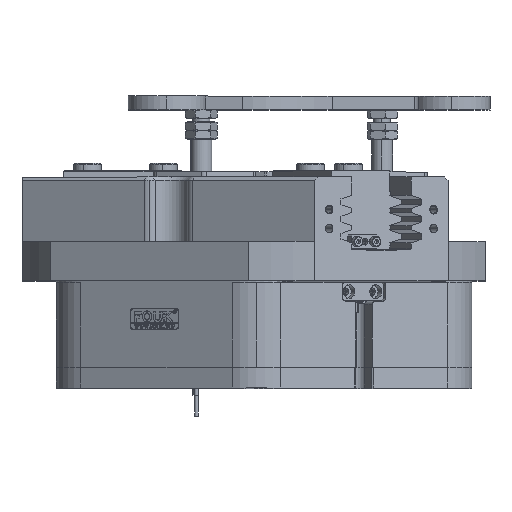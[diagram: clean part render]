
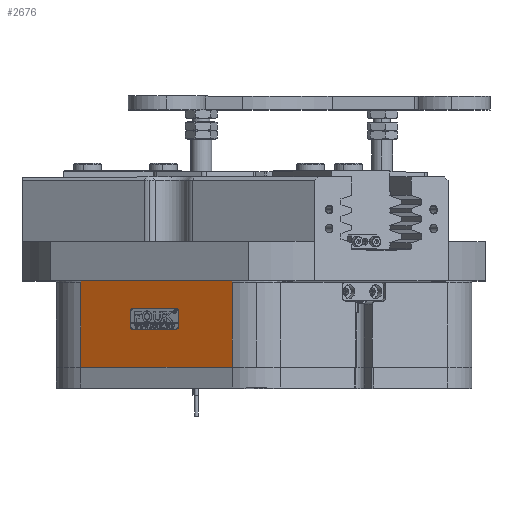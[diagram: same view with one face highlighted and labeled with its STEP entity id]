
A CAD part, top view. The second image highlights one B-rep face of the part: STEP entity #2676.
In plain terms, the highlighted planar face has unit normal (-0.5, 0, 0.866).
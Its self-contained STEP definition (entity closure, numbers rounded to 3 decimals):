
#490 = LINE ( 'NONE', #10772, #24912 ) ;
#505 = CARTESIAN_POINT ( 'NONE',  ( -50.175, 32.1, 111.905 ) ) ;
#558 =( BOUNDED_CURVE ( )  B_SPLINE_CURVE ( 3, ( #50050, #38521, #42903, #11608 ),
 .UNSPECIFIED., .F., .F. ) 
 B_SPLINE_CURVE_WITH_KNOTS ( ( 4, 4 ),
 ( 0., 0.034 ),
 .UNSPECIFIED. ) 
 CURVE ( )  GEOMETRIC_REPRESENTATION_ITEM ( )  RATIONAL_B_SPLINE_CURVE ( ( 1., 1., 1., 1. ) ) 
 REPRESENTATION_ITEM ( '' )  );
#940 = EDGE_CURVE ( 'NONE', #50195, #20633, #15792, .T. ) ;
#963 = CARTESIAN_POINT ( 'NONE',  ( -105.017, 50.3, 80.242 ) ) ;
#1025 = VERTEX_POINT ( 'NONE', #11222 ) ;
#1379 = EDGE_CURVE ( 'NONE', #33977, #6202, #40804, .T. ) ;
#1542 = ORIENTED_EDGE ( 'NONE', *, *, #13192, .T. ) ;
#1906 = EDGE_CURVE ( 'NONE', #33977, #34259, #490, .T. ) ;
#1908 = VERTEX_POINT ( 'NONE', #30842 ) ;
#2429 = CARTESIAN_POINT ( 'NONE',  ( -48.356, 24.1, 112.955 ) ) ;
#2676 = ADVANCED_FACE ( 'NONE', ( #42480, #33370 ), #7371, .T. ) ;
#3241 = DIRECTION ( 'NONE',  ( 0., 1., 0. ) ) ;
#3534 = AXIS2_PLACEMENT_3D ( 'NONE', #19125, #15696, #19642 ) ;
#3573 = DIRECTION ( 'NONE',  ( -0.866, 0., -0.5 ) ) ;
#3633 = CARTESIAN_POINT ( 'NONE',  ( -105.017, 50.3, 80.242 ) ) ;
#3908 = ORIENTED_EDGE ( 'NONE', *, *, #1379, .F. ) ;
#6202 = VERTEX_POINT ( 'NONE', #15614 ) ;
#6271 = ORIENTED_EDGE ( 'NONE', *, *, #1906, .T. ) ;
#6697 = VERTEX_POINT ( 'NONE', #20032 ) ;
#7371 = PLANE ( 'NONE',  #3534 ) ;
#7416 = CARTESIAN_POINT ( 'NONE',  ( -74.423, 24.1, 97.905 ) ) ;
#8008 = AXIS2_PLACEMENT_3D ( 'NONE', #7416, #38271, #26515 ) ;
#8490 = VECTOR ( 'NONE', #45051, 1000. ) ;
#8741 = EDGE_CURVE ( 'NONE', #20893, #11952, #34837, .T. ) ;
#8941 = VECTOR ( 'NONE', #43227, 1000. ) ;
#9013 = CARTESIAN_POINT ( 'NONE',  ( -17., 0., 131.059 ) ) ;
#9130 = VECTOR ( 'NONE', #22821, 1000. ) ;
#10441 = ORIENTED_EDGE ( 'NONE', *, *, #35610, .T. ) ;
#10772 = CARTESIAN_POINT ( 'NONE',  ( -17., 110.5, 131.059 ) ) ;
#11222 = CARTESIAN_POINT ( 'NONE',  ( -50.175, 34.2, 111.905 ) ) ;
#11608 = CARTESIAN_POINT ( 'NONE',  ( -16.983, 50.3, 131.068 ) ) ;
#11878 = ORIENTED_EDGE ( 'NONE', *, *, #14766, .T. ) ;
#11952 = VERTEX_POINT ( 'NONE', #47836 ) ;
#11974 = CARTESIAN_POINT ( 'NONE',  ( -50.175, 22., 111.905 ) ) ;
#12646 = DIRECTION ( 'NONE',  ( 0.5, 0., -0.866 ) ) ;
#13192 = EDGE_CURVE ( 'NONE', #11952, #6202, #31795, .T. ) ;
#14668 = CARTESIAN_POINT ( 'NONE',  ( -50.175, 24.1, 111.905 ) ) ;
#14766 = EDGE_CURVE ( 'NONE', #6697, #1025, #48650, .T. ) ;
#15614 = CARTESIAN_POINT ( 'NONE',  ( -105., 0., 80.252 ) ) ;
#15696 = DIRECTION ( 'NONE',  ( -0.5, 0., 0.866 ) ) ;
#15792 = LINE ( 'NONE', #50496, #9130 ) ;
#16700 = DIRECTION ( 'NONE',  ( 0.866, 0., 0.5 ) ) ;
#17611 = VECTOR ( 'NONE', #26465, 1000. ) ;
#17737 = ORIENTED_EDGE ( 'NONE', *, *, #33782, .T. ) ;
#17739 = LINE ( 'NONE', #11974, #39069 ) ;
#19060 = EDGE_LOOP ( 'NONE', ( #28123, #45130, #1542, #3908, #6271, #37810 ) ) ;
#19125 = CARTESIAN_POINT ( 'NONE',  ( 122., 110.5, 211.31 ) ) ;
#19642 = DIRECTION ( 'NONE',  ( 0.866, 0., 0.5 ) ) ;
#19766 = CARTESIAN_POINT ( 'NONE',  ( -61., 50.3, 105.655 ) ) ;
#20032 = CARTESIAN_POINT ( 'NONE',  ( -74.423, 34.2, 97.905 ) ) ;
#20633 = VERTEX_POINT ( 'NONE', #34225 ) ;
#20893 = VERTEX_POINT ( 'NONE', #963 ) ;
#20983 = ORIENTED_EDGE ( 'NONE', *, *, #940, .T. ) ;
#21877 = EDGE_CURVE ( 'NONE', #1025, #1908, #31847, .T. ) ;
#22292 = CARTESIAN_POINT ( 'NONE',  ( -17., 49.3, 131.059 ) ) ;
#22641 = DIRECTION ( 'NONE',  ( 0.5, 0., -0.866 ) ) ;
#22757 = EDGE_CURVE ( 'NONE', #30344, #27504, #17739, .T. ) ;
#22821 = DIRECTION ( 'NONE',  ( 0., 1., 0. ) ) ;
#23086 = VERTEX_POINT ( 'NONE', #48260 ) ;
#23587 = CARTESIAN_POINT ( 'NONE',  ( -105.006, 49.967, 80.248 ) ) ;
#24332 = DIRECTION ( 'NONE',  ( 0., -1., 0. ) ) ;
#24912 = VECTOR ( 'NONE', #3241, 1000. ) ;
#24937 = AXIS2_PLACEMENT_3D ( 'NONE', #50147, #22641, #38122 ) ;
#26465 = DIRECTION ( 'NONE',  ( 0.866, 0., 0.5 ) ) ;
#26489 = EDGE_LOOP ( 'NONE', ( #10441, #17737, #49661, #42259, #20983, #46255, #11878, #45094 ) ) ;
#26515 = DIRECTION ( 'NONE',  ( -0.866, 0., -0.5 ) ) ;
#27331 = EDGE_CURVE ( 'NONE', #20633, #6697, #29022, .T. ) ;
#27504 = VERTEX_POINT ( 'NONE', #38783 ) ;
#27591 = CARTESIAN_POINT ( 'NONE',  ( -48.356, 32.1, 112.955 ) ) ;
#27646 = DIRECTION ( 'NONE',  ( -0.866, 0., -0.5 ) ) ;
#27792 = EDGE_CURVE ( 'NONE', #20893, #23086, #36300, .T. ) ;
#28123 = ORIENTED_EDGE ( 'NONE', *, *, #27792, .F. ) ;
#28595 = CIRCLE ( 'NONE', #47580, 2.1 ) ;
#29022 = CIRCLE ( 'NONE', #24937, 2.1 ) ;
#29664 = LINE ( 'NONE', #27591, #8941 ) ;
#30344 = VERTEX_POINT ( 'NONE', #37325 ) ;
#30842 = CARTESIAN_POINT ( 'NONE',  ( -48.356, 32.1, 112.955 ) ) ;
#31223 = CARTESIAN_POINT ( 'NONE',  ( -105., 49.633, 80.252 ) ) ;
#31795 = LINE ( 'NONE', #32507, #42140 ) ;
#31847 = CIRCLE ( 'NONE', #42679, 2.1 ) ;
#32507 = CARTESIAN_POINT ( 'NONE',  ( -105., 110.5, 80.252 ) ) ;
#33193 = VERTEX_POINT ( 'NONE', #2429 ) ;
#33370 = FACE_BOUND ( 'NONE', #26489, .T. ) ;
#33782 = EDGE_CURVE ( 'NONE', #33193, #30344, #28595, .T. ) ;
#33977 = VERTEX_POINT ( 'NONE', #9013 ) ;
#34225 = CARTESIAN_POINT ( 'NONE',  ( -76.242, 32.1, 96.855 ) ) ;
#34259 = VERTEX_POINT ( 'NONE', #22292 ) ;
#34837 =( BOUNDED_CURVE ( )  B_SPLINE_CURVE ( 3, ( #3633, #23587, #31223, #38577 ),
 .UNSPECIFIED., .F., .F. ) 
 B_SPLINE_CURVE_WITH_KNOTS ( ( 4, 4 ),
 ( 3.107, 3.142 ),
 .UNSPECIFIED. ) 
 CURVE ( )  GEOMETRIC_REPRESENTATION_ITEM ( )  RATIONAL_B_SPLINE_CURVE ( ( 1., 1., 1., 1. ) ) 
 REPRESENTATION_ITEM ( '' )  );
#35610 = EDGE_CURVE ( 'NONE', #1908, #33193, #29664, .T. ) ;
#36300 = LINE ( 'NONE', #19766, #42960 ) ;
#36912 = CARTESIAN_POINT ( 'NONE',  ( 122., 0., 211.31 ) ) ;
#37325 = CARTESIAN_POINT ( 'NONE',  ( -50.175, 22., 111.905 ) ) ;
#37810 = ORIENTED_EDGE ( 'NONE', *, *, #48683, .T. ) ;
#38122 = DIRECTION ( 'NONE',  ( -0.866, 0., -0.5 ) ) ;
#38181 = DIRECTION ( 'NONE',  ( 0.5, 0., -0.866 ) ) ;
#38271 = DIRECTION ( 'NONE',  ( 0.5, 0., -0.866 ) ) ;
#38521 = CARTESIAN_POINT ( 'NONE',  ( -17., 49.633, 131.059 ) ) ;
#38577 = CARTESIAN_POINT ( 'NONE',  ( -105., 49.3, 80.252 ) ) ;
#38783 = CARTESIAN_POINT ( 'NONE',  ( -74.423, 22., 97.905 ) ) ;
#39069 = VECTOR ( 'NONE', #27646, 1000. ) ;
#39381 = DIRECTION ( 'NONE',  ( 0.866, 0., 0.5 ) ) ;
#40509 = EDGE_CURVE ( 'NONE', #27504, #50195, #45004, .T. ) ;
#40804 = LINE ( 'NONE', #36912, #8490 ) ;
#42140 = VECTOR ( 'NONE', #24332, 1000. ) ;
#42259 = ORIENTED_EDGE ( 'NONE', *, *, #40509, .T. ) ;
#42480 = FACE_OUTER_BOUND ( 'NONE', #19060, .T. ) ;
#42679 = AXIS2_PLACEMENT_3D ( 'NONE', #505, #12646, #39381 ) ;
#42903 = CARTESIAN_POINT ( 'NONE',  ( -16.994, 49.967, 131.062 ) ) ;
#42960 = VECTOR ( 'NONE', #16700, 1000. ) ;
#43227 = DIRECTION ( 'NONE',  ( 0., -1., 0. ) ) ;
#45004 = CIRCLE ( 'NONE', #8008, 2.1 ) ;
#45051 = DIRECTION ( 'NONE',  ( -0.866, 0., -0.5 ) ) ;
#45094 = ORIENTED_EDGE ( 'NONE', *, *, #21877, .T. ) ;
#45130 = ORIENTED_EDGE ( 'NONE', *, *, #8741, .T. ) ;
#45516 = CARTESIAN_POINT ( 'NONE',  ( -50.175, 34.2, 111.905 ) ) ;
#46255 = ORIENTED_EDGE ( 'NONE', *, *, #27331, .T. ) ;
#47580 = AXIS2_PLACEMENT_3D ( 'NONE', #14668, #38181, #3573 ) ;
#47836 = CARTESIAN_POINT ( 'NONE',  ( -105., 49.3, 80.252 ) ) ;
#48260 = CARTESIAN_POINT ( 'NONE',  ( -16.983, 50.3, 131.068 ) ) ;
#48650 = LINE ( 'NONE', #45516, #17611 ) ;
#48683 = EDGE_CURVE ( 'NONE', #34259, #23086, #558, .T. ) ;
#49661 = ORIENTED_EDGE ( 'NONE', *, *, #22757, .T. ) ;
#50050 = CARTESIAN_POINT ( 'NONE',  ( -17., 49.3, 131.059 ) ) ;
#50147 = CARTESIAN_POINT ( 'NONE',  ( -74.423, 32.1, 97.905 ) ) ;
#50195 = VERTEX_POINT ( 'NONE', #50371 ) ;
#50371 = CARTESIAN_POINT ( 'NONE',  ( -76.242, 24.1, 96.855 ) ) ;
#50496 = CARTESIAN_POINT ( 'NONE',  ( -76.242, 32.1, 96.855 ) ) ;
